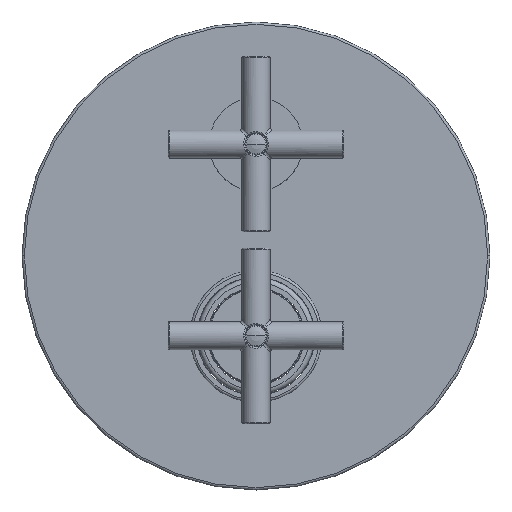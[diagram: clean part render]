
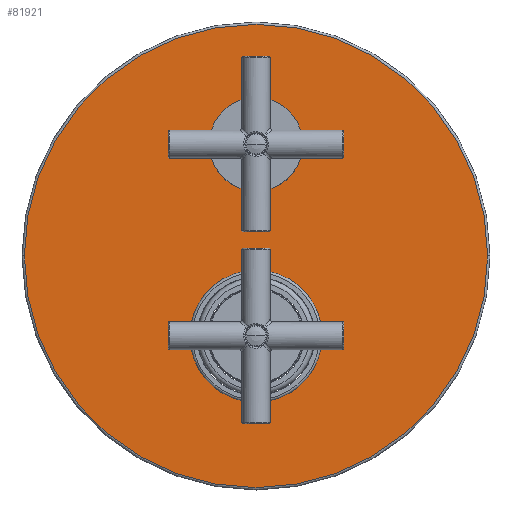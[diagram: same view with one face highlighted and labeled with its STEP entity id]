
A CAD part, top view. The second image highlights one B-rep face of the part: STEP entity #81921.
In plain terms, the highlighted planar face has unit normal (0, 0, 1).
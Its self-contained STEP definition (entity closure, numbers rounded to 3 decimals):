
#80483=CARTESIAN_POINT('',(0.,34.3,47.79));
#80484=DIRECTION('',(0.,0.,1.));
#80485=DIRECTION('',(-1.,0.,0.));
#80486=AXIS2_PLACEMENT_3D('',#80483,#80484,#80485);
#80488=CARTESIAN_POINT('',(0.,34.3,47.79));
#80489=DIRECTION('',(0.,0.,1.));
#80490=DIRECTION('',(1.,0.,0.));
#80491=AXIS2_PLACEMENT_3D('',#80488,#80489,#80490);
#80493=CARTESIAN_POINT('',(0.,82.,47.79));
#80494=DIRECTION('',(0.,0.,-1.));
#80495=DIRECTION('',(-1.,0.,0.));
#80496=AXIS2_PLACEMENT_3D('',#80493,#80494,#80495);
#80498=CARTESIAN_POINT('',(0.,82.,47.79));
#80499=DIRECTION('',(0.,0.,-1.));
#80500=DIRECTION('',(1.,0.,0.));
#80501=AXIS2_PLACEMENT_3D('',#80498,#80499,#80500);
#80503=CARTESIAN_POINT('',(0.,0.,47.79));
#80504=DIRECTION('',(0.,0.,-1.));
#80505=DIRECTION('',(-1.,0.,0.));
#80506=AXIS2_PLACEMENT_3D('',#80503,#80504,#80505);
#80508=CARTESIAN_POINT('',(0.,0.,47.79));
#80509=DIRECTION('',(0.,0.,-1.));
#80510=DIRECTION('',(1.,0.,0.));
#80511=AXIS2_PLACEMENT_3D('',#80508,#80509,#80510);
#81468=CARTESIAN_POINT('',(-99.,34.3,47.79));
#81469=CARTESIAN_POINT('',(99.,34.3,47.79));
#81470=VERTEX_POINT('',#81468);
#81471=VERTEX_POINT('',#81469);
#81516=CARTESIAN_POINT('',(-17.25,82.,47.79));
#81517=CARTESIAN_POINT('',(17.25,82.,47.79));
#81518=VERTEX_POINT('',#81516);
#81519=VERTEX_POINT('',#81517);
#81596=CARTESIAN_POINT('',(-28.25,0.,47.79));
#81597=CARTESIAN_POINT('',(28.25,0.,47.79));
#81598=VERTEX_POINT('',#81596);
#81599=VERTEX_POINT('',#81597);
#81899=CARTESIAN_POINT('',(0.,34.3,47.79));
#81900=DIRECTION('',(0.,0.,-1.));
#81901=DIRECTION('',(1.,0.,0.));
#81902=AXIS2_PLACEMENT_3D('',#81899,#81900,#81901);
#81903=PLANE('',#81902);
#81905=ORIENTED_EDGE('',*,*,#81904,.F.);
#81907=ORIENTED_EDGE('',*,*,#81906,.F.);
#81908=EDGE_LOOP('',(#81905,#81907));
#81909=FACE_OUTER_BOUND('',#81908,.F.);
#81911=ORIENTED_EDGE('',*,*,#81910,.F.);
#81913=ORIENTED_EDGE('',*,*,#81912,.F.);
#81914=EDGE_LOOP('',(#81911,#81913));
#81915=FACE_BOUND('',#81914,.F.);
#81916=ORIENTED_EDGE('',*,*,#81882,.F.);
#81918=ORIENTED_EDGE('',*,*,#81917,.F.);
#81919=EDGE_LOOP('',(#81916,#81918));
#81920=FACE_BOUND('',#81919,.F.);
#81921=ADVANCED_FACE('',(#81909,#81915,#81920),#81903,.F.);
#80487=CIRCLE('',#80486,99.);
#80492=CIRCLE('',#80491,99.);
#80497=CIRCLE('',#80496,17.25);
#80502=CIRCLE('',#80501,17.25);
#80507=CIRCLE('',#80506,28.25);
#80512=CIRCLE('',#80511,28.25);
#81882=EDGE_CURVE('',#81598,#81599,#80507,.T.);
#81904=EDGE_CURVE('',#81470,#81471,#80487,.T.);
#81906=EDGE_CURVE('',#81471,#81470,#80492,.T.);
#81910=EDGE_CURVE('',#81518,#81519,#80497,.T.);
#81912=EDGE_CURVE('',#81519,#81518,#80502,.T.);
#81917=EDGE_CURVE('',#81599,#81598,#80512,.T.);
